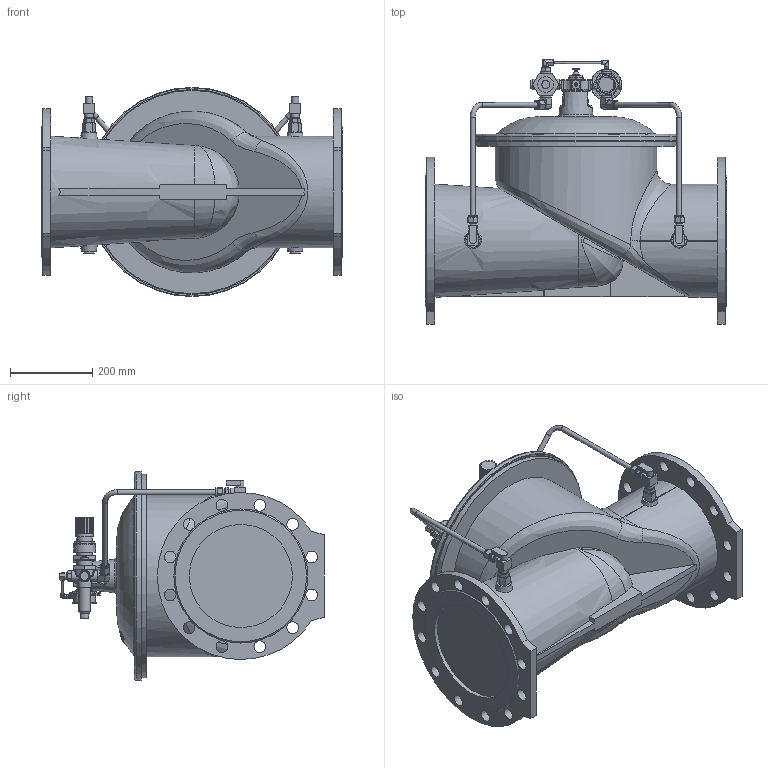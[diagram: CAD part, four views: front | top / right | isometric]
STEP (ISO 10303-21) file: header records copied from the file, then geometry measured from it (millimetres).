
FILE_DESCRIPTION (( 'STEP AP203' ), '1' );
FILE_NAME ('O_859_00_DN250_114XX10_AA0_step.step', '2017-01-09T07:02:51', ( 'Windows User' ), ( 'AVK' ), 'SwSTEP 2.0', 'SolidWorks 2012', '' );
FILE_SCHEMA (( 'CONFIG_CONTROL_DESIGN' ));
Length unit declared in the file: millimetre
Products named in the file (1): O_859_00_DN250_114XX10_AA0_step
Bounding box: 730 x 642 x 507 mm (x, y, z)
Volume: 66822345 mm3; surface area: 1735347.1 mm2
Topology: 1 solids, 1 shells, 1190 faces, 2942 edges, 1831 vertices
Faces by surface type: plane 573, cylinder 239, cone 165, bspline 105, torus 88, sphere 20
Full cylindrical faces by diameter (mm): 4 x1, 6 x1, 7 x1, 7.7 x2, 9 x2, 9.7 x1, 12 x4, 14 x1, 15.002 x2, 16 x5, 18 x6, 19 x1, 19.6 x2, 20 x7, 21 x5, 24 x2, 25 x8, 26 x2, 28 x1, 28.5 x24, 32 x2, 37 x1, 38 x3, 40 x1, 42 x1, 46 x3, 48 x3, 53 x3, 58 x1, 70 x1
Entity records: 46248 total; most frequent: CARTESIAN_POINT 20336, ORIENTED_EDGE 5372, DIRECTION 5057, EDGE_CURVE 2686, AXIS2_PLACEMENT_3D 1985, VERTEX_POINT 1743, EDGE_LOOP 1485, FACE_OUTER_BOUND 1317
